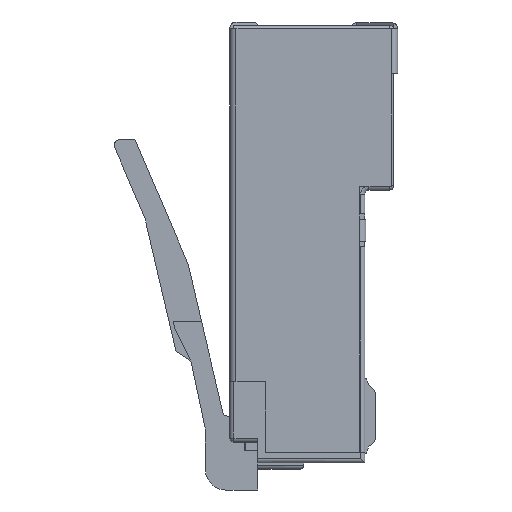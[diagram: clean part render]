
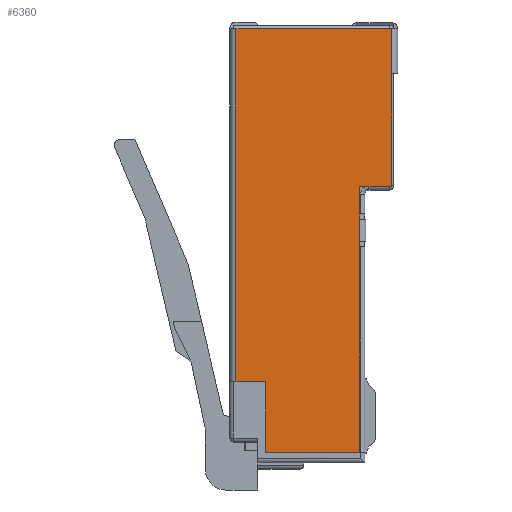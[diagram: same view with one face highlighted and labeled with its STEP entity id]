
A CAD part, left-side view. The second image highlights one B-rep face of the part: STEP entity #6360.
In plain terms, the highlighted planar face has unit normal (-1, 0, 0).
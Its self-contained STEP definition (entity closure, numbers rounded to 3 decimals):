
#13 = ORIENTED_EDGE ( 'NONE', *, *, #4935, .T. ) ;
#248 = CARTESIAN_POINT ( 'NONE',  ( -5.84, 3.8, 20.7 ) ) ;
#349 = LINE ( 'NONE', #3565, #10162 ) ;
#838 = VERTEX_POINT ( 'NONE', #15896 ) ;
#932 = DIRECTION ( 'NONE',  ( 0., 0., -1. ) ) ;
#1461 = EDGE_CURVE ( '??9', #16569, #8876, #3231, .T. ) ;
#1527 = CARTESIAN_POINT ( 'NONE',  ( -5.84, 2.25, 9.3 ) ) ;
#1662 = DIRECTION ( 'NONE',  ( 0., 0., -1. ) ) ;
#1726 = CARTESIAN_POINT ( 'NONE',  ( -5.84, -2.35, 20.7 ) ) ;
#1882 = VERTEX_POINT ( 'NONE', #3553 ) ;
#2182 = LINE ( 'NONE', #6788, #9229 ) ;
#2360 = VERTEX_POINT ( 'NONE', #3701 ) ;
#2378 = PLANE ( 'NONE',  #16783 ) ;
#2872 = ORIENTED_EDGE ( 'NONE', *, *, #8695, .T. ) ;
#2948 = VECTOR ( 'NONE', #6949, 1000. ) ;
#2976 = DIRECTION ( 'NONE',  ( 0., 0., -1. ) ) ;
#3231 = LINE ( 'NONE', #16741, #8165 ) ;
#3398 = ORIENTED_EDGE ( 'NONE', *, *, #11454, .F. ) ;
#3553 = CARTESIAN_POINT ( 'NONE',  ( -5.84, 2.25, 10.4 ) ) ;
#3565 = CARTESIAN_POINT ( 'NONE',  ( -5.84, 3.8, 7.7 ) ) ;
#3590 = EDGE_CURVE ( 'NONE', #838, #2360, #14382, .T. ) ;
#3701 = CARTESIAN_POINT ( 'NONE',  ( -5.84, 3.8, 0. ) ) ;
#3768 = VERTEX_POINT ( 'NONE', #5322 ) ;
#3865 = CARTESIAN_POINT ( 'NONE',  ( -5.84, 2.25, 7.7 ) ) ;
#4018 = DIRECTION ( 'NONE',  ( -1., 0., 0. ) ) ;
#4062 = EDGE_CURVE ( '??13', #3768, #1882, #2182, .T. ) ;
#4124 = LINE ( 'NONE', #14232, #13489 ) ;
#4207 = ORIENTED_EDGE ( 'NONE', *, *, #9120, .T. ) ;
#4263 = VECTOR ( 'NONE', #15192, 1000. ) ;
#4285 = CARTESIAN_POINT ( 'NONE',  ( -5.84, -3.8, 17.25 ) ) ;
#4605 = ORIENTED_EDGE ( 'NONE', *, *, #3590, .T. ) ;
#4614 = LINE ( 'NONE', #15859, #11857 ) ;
#4679 = EDGE_CURVE ( 'NONE', #17646, #16569, #13178, .T. ) ;
#4727 = CARTESIAN_POINT ( 'NONE',  ( -5.84, -4.1, 0. ) ) ;
#4935 = EDGE_CURVE ( '??19', #8876, #3768, #18315, .T. ) ;
#5322 = CARTESIAN_POINT ( 'NONE',  ( -5.84, 2.25, 20.7 ) ) ;
#5481 = ORIENTED_EDGE ( 'NONE', *, *, #4679, .T. ) ;
#6360 = ADVANCED_FACE ( '?3', ( #11933 ), #2378, .T. ) ;
#6445 = DIRECTION ( 'NONE',  ( 0., 0., 1. ) ) ;
#6574 = DIRECTION ( 'NONE',  ( 0., 1., 0. ) ) ;
#6788 = CARTESIAN_POINT ( 'NONE',  ( -5.84, 2.25, 7.7 ) ) ;
#6949 = DIRECTION ( 'NONE',  ( 0., 0., -1. ) ) ;
#7909 = VERTEX_POINT ( 'NONE', #3865 ) ;
#8165 = VECTOR ( 'NONE', #6445, 1000. ) ;
#8596 = CARTESIAN_POINT ( 'NONE',  ( -5.84, -3.8, 20.7 ) ) ;
#8695 = EDGE_CURVE ( 'NONE', #13784, #838, #16313, .T. ) ;
#8745 = VERTEX_POINT ( 'NONE', #11864 ) ;
#8810 = VERTEX_POINT ( 'NONE', #1527 ) ;
#8876 = VERTEX_POINT ( 'NONE', #1726 ) ;
#8877 = CARTESIAN_POINT ( 'NONE',  ( -5.84, 3.8, 2.2 ) ) ;
#9120 = EDGE_CURVE ( '??11', #1882, #8810, #4124, .T. ) ;
#9138 = EDGE_CURVE ( 'NONE', #17646, #8745, #15613, .T. ) ;
#9229 = VECTOR ( 'NONE', #19291, 1000. ) ;
#9295 = CARTESIAN_POINT ( 'NONE',  ( -5.84, 3.8, 7.7 ) ) ;
#9461 = ORIENTED_EDGE ( 'NONE', *, *, #1461, .T. ) ;
#10162 = VECTOR ( 'NONE', #6574, 1000. ) ;
#10833 = VECTOR ( 'NONE', #19134, 1000. ) ;
#11058 = LINE ( 'NONE', #4727, #4263 ) ;
#11454 = EDGE_CURVE ( 'NONE', #8745, #2360, #11058, .T. ) ;
#11849 = CARTESIAN_POINT ( 'NONE',  ( -5.84, -4.1, 17.25 ) ) ;
#11857 = VECTOR ( 'NONE', #932, 1000. ) ;
#11864 = CARTESIAN_POINT ( 'NONE',  ( -5.84, -3.8, 0. ) ) ;
#11933 = FACE_OUTER_BOUND ( 'NONE', #14668, .T. ) ;
#12179 = EDGE_CURVE ( 'NONE', #8810, #7909, #4614, .T. ) ;
#12844 = DIRECTION ( 'NONE',  ( 0., 0., 1. ) ) ;
#13178 = LINE ( 'NONE', #11849, #10833 ) ;
#13489 = VECTOR ( 'NONE', #16056, 1000. ) ;
#13784 = VERTEX_POINT ( 'NONE', #9295 ) ;
#14232 = CARTESIAN_POINT ( 'NONE',  ( -5.84, 2.25, 10.4 ) ) ;
#14382 = LINE ( 'NONE', #248, #16012 ) ;
#14478 = EDGE_CURVE ( 'NONE', #7909, #13784, #349, .T. ) ;
#14668 = EDGE_LOOP ( 'NONE', ( #9461, #13, #15960, #4207, #16414, #15334, #2872, #4605, #3398, #16027, #5481 ) ) ;
#14906 = VECTOR ( 'NONE', #2976, 1000. ) ;
#15088 = CARTESIAN_POINT ( 'NONE',  ( -5.84, -4.1, 20.7 ) ) ;
#15191 = CARTESIAN_POINT ( 'NONE',  ( -5.84, -2.35, 17.25 ) ) ;
#15192 = DIRECTION ( 'NONE',  ( 0., 1., 0. ) ) ;
#15334 = ORIENTED_EDGE ( 'NONE', *, *, #14478, .T. ) ;
#15613 = LINE ( 'NONE', #8596, #2948 ) ;
#15859 = CARTESIAN_POINT ( 'NONE',  ( -5.84, 2.25, 7.7 ) ) ;
#15896 = CARTESIAN_POINT ( 'NONE',  ( -5.84, 3.8, 2.2 ) ) ;
#15960 = ORIENTED_EDGE ( 'NONE', *, *, #4062, .T. ) ;
#15985 = VECTOR ( 'NONE', #16782, 1000. ) ;
#16012 = VECTOR ( 'NONE', #1662, 1000. ) ;
#16027 = ORIENTED_EDGE ( 'NONE', *, *, #9138, .F. ) ;
#16056 = DIRECTION ( 'NONE',  ( 0., 0., -1. ) ) ;
#16313 = LINE ( 'NONE', #8877, #14906 ) ;
#16414 = ORIENTED_EDGE ( 'NONE', *, *, #12179, .T. ) ;
#16569 = VERTEX_POINT ( 'NONE', #15191 ) ;
#16741 = CARTESIAN_POINT ( 'NONE',  ( -5.84, -2.35, 20.7 ) ) ;
#16782 = DIRECTION ( 'NONE',  ( 0., 1., 0. ) ) ;
#16783 = AXIS2_PLACEMENT_3D ( 'NONE', #18745, #4018, #12844 ) ;
#17646 = VERTEX_POINT ( 'NONE', #4285 ) ;
#18315 = LINE ( 'NONE', #15088, #15985 ) ;
#18745 = CARTESIAN_POINT ( 'NONE',  ( -5.84, -4.1, 20.7 ) ) ;
#19134 = DIRECTION ( 'NONE',  ( 0., 1., 0. ) ) ;
#19291 = DIRECTION ( 'NONE',  ( 0., 0., -1. ) ) ;
